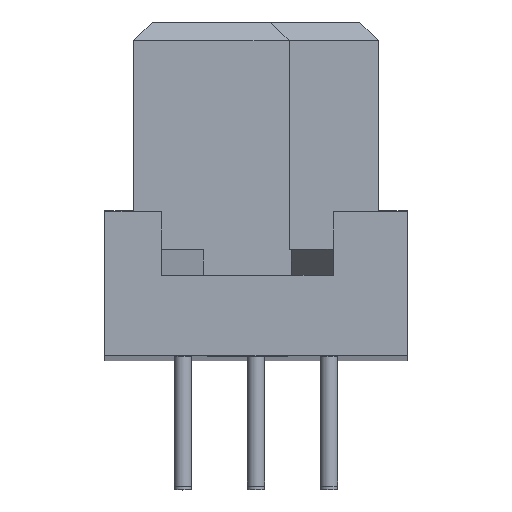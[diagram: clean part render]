
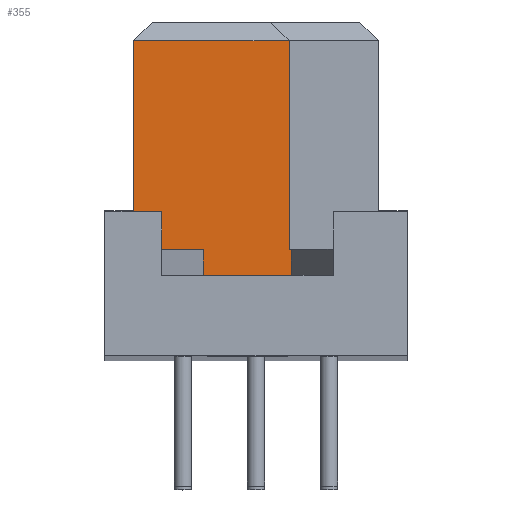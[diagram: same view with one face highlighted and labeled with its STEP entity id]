
A CAD part, top view. The second image highlights one B-rep face of the part: STEP entity #355.
In plain terms, the highlighted free-form (B-spline) face has degree [1, 1] with [2, 2] control points.
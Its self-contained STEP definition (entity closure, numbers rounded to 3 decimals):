
#355=ADVANCED_FACE('F33',(#753),#754,.T.);
#753=FACE_OUTER_BOUND('',#1746,.T.);
#754=B_SPLINE_SURFACE_WITH_KNOTS('',1,1,((#1747,#1748),(#1749,#1750)),.UNSPECIFIED.,.F.,.F.,.F.,(2,2),(2,2),(0.083,0.989),(0.122,0.731),.UNSPECIFIED.);
#1746=EDGE_LOOP('',(#2712,#2713,#2714,#2715,#2716,#2717,#2718,#2719));
#1747=CARTESIAN_POINT('',(6.912,-15.541,89.95));
#1748=CARTESIAN_POINT('',(12.396,-15.541,89.95));
#1749=CARTESIAN_POINT('',(6.912,-23.693,89.95));
#1750=CARTESIAN_POINT('',(12.396,-23.693,89.95));
#2712=ORIENTED_EDGE('',*,*,#3110,.T.);
#2713=ORIENTED_EDGE('',*,*,#3058,.T.);
#2714=ORIENTED_EDGE('',*,*,#3027,.T.);
#2715=ORIENTED_EDGE('',*,*,#3112,.T.);
#2716=ORIENTED_EDGE('',*,*,#3013,.T.);
#2717=ORIENTED_EDGE('',*,*,#3020,.F.);
#2718=ORIENTED_EDGE('',*,*,#3104,.F.);
#2719=ORIENTED_EDGE('',*,*,#3108,.T.);
#3013=EDGE_CURVE('E93',#3421,#3422,#3423,.T.);
#3020=EDGE_CURVE('E94',#3429,#3422,#3431,.T.);
#3027=EDGE_CURVE('E91',#3438,#3439,#3440,.T.);
#3058=EDGE_CURVE('E90',#3487,#3438,#3488,.T.);
#3104=EDGE_CURVE('E95',#3555,#3429,#3557,.T.);
#3108=EDGE_CURVE('E96',#3555,#3560,#3562,.T.);
#3110=EDGE_CURVE('E89',#3560,#3487,#3564,.T.);
#3112=EDGE_CURVE('E92',#3439,#3421,#3566,.T.);
#3421=VERTEX_POINT('V69',#4129);
#3422=VERTEX_POINT('V70',#4130);
#3423=B_SPLINE_CURVE_WITH_KNOTS('',1,(#4131,#4132),.UNSPECIFIED.,.F.,.F.,(2,2),(0.0,6.905),.UNSPECIFIED.);
#3429=VERTEX_POINT('V71',#4141);
#3431=B_SPLINE_CURVE_WITH_KNOTS('',1,(#4144,#4145),.UNSPECIFIED.,.F.,.F.,(2,2),(0.0,1.0),.UNSPECIFIED.);
#3438=VERTEX_POINT('V67',#4175);
#3439=VERTEX_POINT('V68',#4176);
#3440=B_SPLINE_CURVE_WITH_KNOTS('',1,(#4177,#4178),.UNSPECIFIED.,.F.,.F.,(2,2),(0.0,0.312),.UNSPECIFIED.);
#3487=VERTEX_POINT('V66',#4248);
#3488=B_SPLINE_CURVE_WITH_KNOTS('',1,(#4249,#4250),.UNSPECIFIED.,.F.,.F.,(2,2),(0.0,1.0),.UNSPECIFIED.);
#3555=VERTEX_POINT('V72',#4350);
#3557=B_SPLINE_CURVE_WITH_KNOTS('',1,(#4353,#4354),.UNSPECIFIED.,.F.,.F.,(2,2),(0.0,1.0),.UNSPECIFIED.);
#3560=VERTEX_POINT('V65',#4358);
#3562=B_SPLINE_CURVE_WITH_KNOTS('',1,(#4361,#4362),.UNSPECIFIED.,.F.,.F.,(2,2),(0.138,0.472),.UNSPECIFIED.);
#3564=B_SPLINE_CURVE_WITH_KNOTS('',1,(#4364,#4365),.UNSPECIFIED.,.F.,.F.,(2,2),(2.737,3.048),.UNSPECIFIED.);
#3566=B_SPLINE_CURVE_WITH_KNOTS('',1,(#4367,#4368),.UNSPECIFIED.,.F.,.F.,(2,2),(0.973,1.0),.UNSPECIFIED.);
#4129=CARTESIAN_POINT('',(12.313,-22.792,89.95));
#4130=CARTESIAN_POINT('',(12.313,-15.542,89.95));
#4131=CARTESIAN_POINT('',(12.313,-22.792,89.95));
#4132=CARTESIAN_POINT('',(12.313,-15.542,89.95));
#4141=CARTESIAN_POINT('',(6.913,-15.542,89.95));
#4144=CARTESIAN_POINT('',(6.913,-15.542,89.95));
#4145=CARTESIAN_POINT('',(12.313,-15.542,89.95));
#4175=CARTESIAN_POINT('',(12.395,-23.692,89.95));
#4176=CARTESIAN_POINT('',(12.395,-22.792,89.95));
#4177=CARTESIAN_POINT('',(12.395,-23.692,89.95));
#4178=CARTESIAN_POINT('',(12.395,-22.792,89.95));
#4248=CARTESIAN_POINT('',(9.332,-23.692,89.95));
#4249=CARTESIAN_POINT('',(9.332,-23.692,89.95));
#4250=CARTESIAN_POINT('',(12.395,-23.692,89.95));
#4350=CARTESIAN_POINT('',(6.913,-22.792,89.95));
#4353=CARTESIAN_POINT('',(6.913,-22.792,89.95));
#4354=CARTESIAN_POINT('',(6.913,-15.542,89.95));
#4358=CARTESIAN_POINT('',(9.332,-22.792,89.95));
#4361=CARTESIAN_POINT('',(6.913,-22.792,89.95));
#4362=CARTESIAN_POINT('',(9.332,-22.792,89.95));
#4364=CARTESIAN_POINT('',(9.332,-22.792,89.95));
#4365=CARTESIAN_POINT('',(9.332,-23.692,89.95));
#4367=CARTESIAN_POINT('',(12.395,-22.792,89.95));
#4368=CARTESIAN_POINT('',(12.313,-22.792,89.95));
